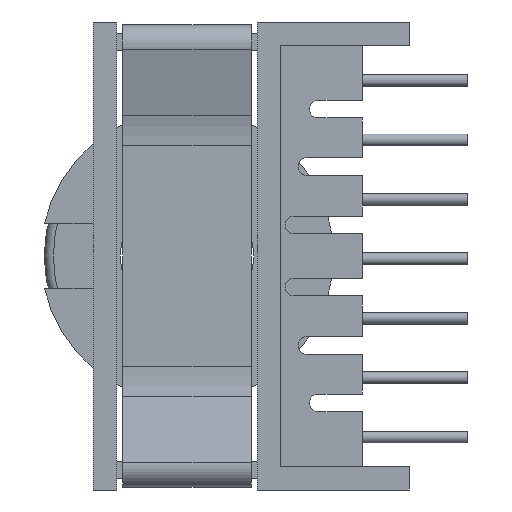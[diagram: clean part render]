
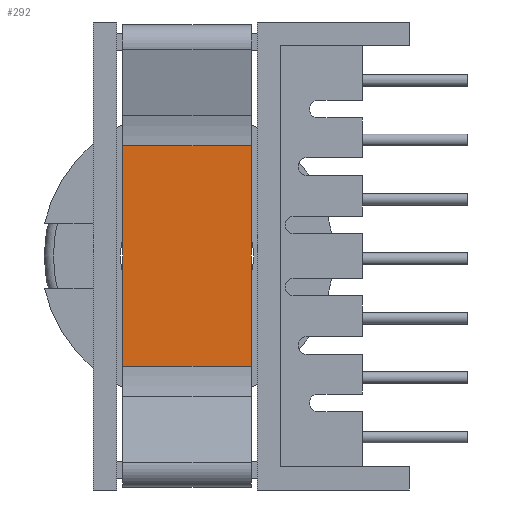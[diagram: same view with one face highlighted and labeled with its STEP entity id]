
A CAD part, left-side view. The second image highlights one B-rep face of the part: STEP entity #292.
In plain terms, the highlighted planar face has unit normal (-1, 0, 0).
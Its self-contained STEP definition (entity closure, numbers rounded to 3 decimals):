
#292 = ADVANCED_FACE ( 'NONE', ( #9713 ), #7947, .T. ) ;
#399 = CARTESIAN_POINT ( 'NONE',  ( -18.206, 32.878, -9.442 ) ) ;
#582 = VECTOR ( 'NONE', #1894, 1000. ) ;
#768 = CARTESIAN_POINT ( 'NONE',  ( -18.206, 32.878, -9.442 ) ) ;
#989 = VECTOR ( 'NONE', #2194, 1000. ) ;
#1045 = EDGE_LOOP ( 'NONE', ( #6385, #6053, #9369, #12469 ) ) ;
#1456 = LINE ( 'NONE', #399, #989 ) ;
#1894 = DIRECTION ( 'NONE',  ( 0., -1., 0. ) ) ;
#2194 = DIRECTION ( 'NONE',  ( 0., -1., 0. ) ) ;
#2311 = EDGE_CURVE ( 'NONE', #5541, #3646, #2959, .T. ) ;
#2760 = LINE ( 'NONE', #6009, #4460 ) ;
#2959 = LINE ( 'NONE', #7023, #582 ) ;
#3255 = VERTEX_POINT ( 'NONE', #4938 ) ;
#3646 = VERTEX_POINT ( 'NONE', #7574 ) ;
#4460 = VECTOR ( 'NONE', #7818, 1000. ) ;
#4938 = CARTESIAN_POINT ( 'NONE',  ( -18.206, 21.878, -9.442 ) ) ;
#5541 = VERTEX_POINT ( 'NONE', #8402 ) ;
#5815 = DIRECTION ( 'NONE',  ( 0., 0., 1. ) ) ;
#6009 = CARTESIAN_POINT ( 'NONE',  ( -18.206, 32.878, -9.442 ) ) ;
#6053 = ORIENTED_EDGE ( 'NONE', *, *, #2311, .F. ) ;
#6144 = EDGE_CURVE ( 'NONE', #3255, #3646, #11846, .T. ) ;
#6161 = EDGE_CURVE ( 'NONE', #9450, #5541, #2760, .T. ) ;
#6385 = ORIENTED_EDGE ( 'NONE', *, *, #6144, .T. ) ;
#7018 = DIRECTION ( 'NONE',  ( 0., 0., 1. ) ) ;
#7023 = CARTESIAN_POINT ( 'NONE',  ( -18.206, 32.878, 9.442 ) ) ;
#7574 = CARTESIAN_POINT ( 'NONE',  ( -18.206, 21.878, 9.442 ) ) ;
#7818 = DIRECTION ( 'NONE',  ( 0., 0., 1. ) ) ;
#7837 = VECTOR ( 'NONE', #5815, 1000. ) ;
#7947 = PLANE ( 'NONE',  #8405 ) ;
#8402 = CARTESIAN_POINT ( 'NONE',  ( -18.206, 32.878, 9.442 ) ) ;
#8405 = AXIS2_PLACEMENT_3D ( 'NONE', #768, #9777, #7018 ) ;
#8973 = CARTESIAN_POINT ( 'NONE',  ( -18.206, 21.878, -9.442 ) ) ;
#9369 = ORIENTED_EDGE ( 'NONE', *, *, #6161, .F. ) ;
#9450 = VERTEX_POINT ( 'NONE', #10585 ) ;
#9713 = FACE_OUTER_BOUND ( 'NONE', #1045, .T. ) ;
#9777 = DIRECTION ( 'NONE',  ( -1., 0., 0. ) ) ;
#10585 = CARTESIAN_POINT ( 'NONE',  ( -18.206, 32.878, -9.442 ) ) ;
#11423 = EDGE_CURVE ( 'NONE', #9450, #3255, #1456, .T. ) ;
#11846 = LINE ( 'NONE', #8973, #7837 ) ;
#12469 = ORIENTED_EDGE ( 'NONE', *, *, #11423, .T. ) ;
